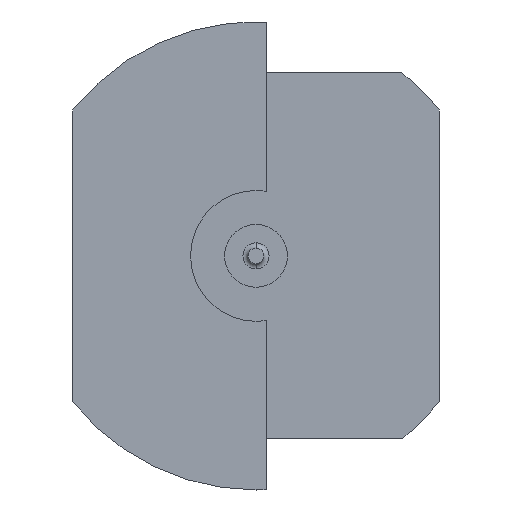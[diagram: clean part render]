
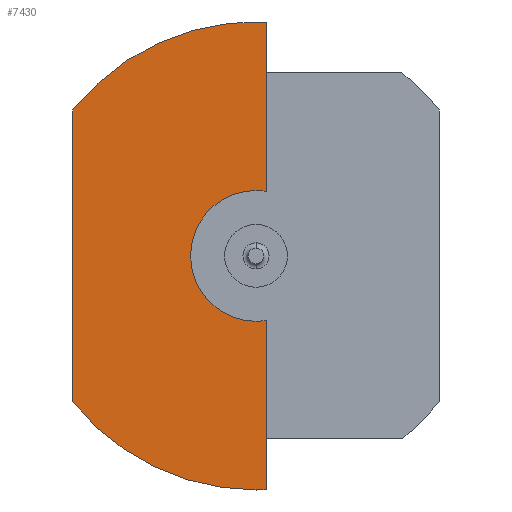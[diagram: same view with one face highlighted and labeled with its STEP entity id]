
A CAD part, left-side view. The second image highlights one B-rep face of the part: STEP entity #7430.
In plain terms, the highlighted face is planar.
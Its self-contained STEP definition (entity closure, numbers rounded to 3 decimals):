
#5 = CARTESIAN_POINT ( 'NONE',  ( 0., 0., -8. ) ) ;
#48 = VERTEX_POINT ( 'NONE', #9585 ) ;
#73 = AXIS2_PLACEMENT_3D ( 'NONE', #6337, #7196, #3981 ) ;
#742 = CARTESIAN_POINT ( 'NONE',  ( 4.475, 0., -8. ) ) ;
#774 = VERTEX_POINT ( 'NONE', #2318 ) ;
#803 = VERTEX_POINT ( 'NONE', #1683 ) ;
#861 = EDGE_CURVE ( 'NONE', #803, #2586, #3537, .T. ) ;
#1122 = CIRCLE ( 'NONE', #73, 1.25 ) ;
#1301 = DIRECTION ( 'NONE',  ( 0., 0., 1. ) ) ;
#1369 = VECTOR ( 'NONE', #8234, 1000. ) ;
#1411 = EDGE_LOOP ( 'NONE', ( #1908, #7259, #6130, #9429, #7251, #9512, #9749, #2406, #5982 ) ) ;
#1475 = EDGE_CURVE ( 'NONE', #774, #48, #1881, .T. ) ;
#1683 = CARTESIAN_POINT ( 'NONE',  ( 4.471, -0.2, -8. ) ) ;
#1698 = CARTESIAN_POINT ( 'NONE',  ( 0., 0., -8. ) ) ;
#1720 = DIRECTION ( 'NONE',  ( 0., 0., 1. ) ) ;
#1745 = DIRECTION ( 'NONE',  ( 1., 0., 0. ) ) ;
#1881 = LINE ( 'NONE', #9469, #1369 ) ;
#1908 = ORIENTED_EDGE ( 'NONE', *, *, #9019, .F. ) ;
#2147 = DIRECTION ( 'NONE',  ( 1., 0., 0. ) ) ;
#2318 = CARTESIAN_POINT ( 'NONE',  ( 2.788, 3.5, -8. ) ) ;
#2406 = ORIENTED_EDGE ( 'NONE', *, *, #6140, .F. ) ;
#2446 = DIRECTION ( 'NONE',  ( 0., 0., 1. ) ) ;
#2492 = CARTESIAN_POINT ( 'NONE',  ( 1.234, -0.2, -8. ) ) ;
#2520 = DIRECTION ( 'NONE',  ( 0., 0., -1. ) ) ;
#2586 = VERTEX_POINT ( 'NONE', #742 ) ;
#2595 = DIRECTION ( 'NONE',  ( -1., 0., 0. ) ) ;
#2663 = VERTEX_POINT ( 'NONE', #2492 ) ;
#3256 = DIRECTION ( 'NONE',  ( 0., 0., 1. ) ) ;
#3312 = CARTESIAN_POINT ( 'NONE',  ( 0., 0., -8. ) ) ;
#3378 = CARTESIAN_POINT ( 'NONE',  ( -1.234, -0.2, -8. ) ) ;
#3438 = AXIS2_PLACEMENT_3D ( 'NONE', #3312, #8987, #1745 ) ;
#3537 = CIRCLE ( 'NONE', #3438, 4.475 ) ;
#3546 = VERTEX_POINT ( 'NONE', #9581 ) ;
#3866 = CARTESIAN_POINT ( 'NONE',  ( -6.075, -0.2, -8. ) ) ;
#3981 = DIRECTION ( 'NONE',  ( -1., 0., 0. ) ) ;
#4074 = DIRECTION ( 'NONE',  ( 1., 0., 0. ) ) ;
#4540 = DIRECTION ( 'NONE',  ( -1., 0., 0. ) ) ;
#4648 = VERTEX_POINT ( 'NONE', #9987 ) ;
#4794 = EDGE_CURVE ( 'NONE', #3546, #5681, #10166, .T. ) ;
#4806 = VERTEX_POINT ( 'NONE', #7855 ) ;
#5109 = PLANE ( 'NONE',  #9817 ) ;
#5354 = VECTOR ( 'NONE', #2147, 1000. ) ;
#5672 = CARTESIAN_POINT ( 'NONE',  ( -6.075, -0.2, -8. ) ) ;
#5681 = VERTEX_POINT ( 'NONE', #3378 ) ;
#5729 = FACE_OUTER_BOUND ( 'NONE', #1411, .T. ) ;
#5789 = DIRECTION ( 'NONE',  ( -1., 0., 0. ) ) ;
#5862 = CARTESIAN_POINT ( 'NONE',  ( 0., 0., -8. ) ) ;
#5982 = ORIENTED_EDGE ( 'NONE', *, *, #861, .F. ) ;
#6130 = ORIENTED_EDGE ( 'NONE', *, *, #8888, .T. ) ;
#6140 = EDGE_CURVE ( 'NONE', #2586, #774, #9523, .T. ) ;
#6186 = CIRCLE ( 'NONE', #8789, 1.25 ) ;
#6189 = EDGE_CURVE ( 'NONE', #48, #3546, #6506, .T. ) ;
#6335 = AXIS2_PLACEMENT_3D ( 'NONE', #5, #2446, #4074 ) ;
#6337 = CARTESIAN_POINT ( 'NONE',  ( 0., 0., -8. ) ) ;
#6506 = CIRCLE ( 'NONE', #6335, 4.475 ) ;
#6563 = DIRECTION ( 'NONE',  ( 1., 0., 0. ) ) ;
#6640 = CARTESIAN_POINT ( 'NONE',  ( 0., 0.6, -8. ) ) ;
#6743 = EDGE_CURVE ( 'NONE', #4806, #5681, #10031, .T. ) ;
#7196 = DIRECTION ( 'NONE',  ( 0., 0., 1. ) ) ;
#7251 = ORIENTED_EDGE ( 'NONE', *, *, #4794, .F. ) ;
#7259 = ORIENTED_EDGE ( 'NONE', *, *, #9283, .T. ) ;
#7363 = DIRECTION ( 'NONE',  ( 1., 0., 0. ) ) ;
#7430 = ADVANCED_FACE ( 'NONE', ( #5729 ), #5109, .T. ) ;
#7707 = LINE ( 'NONE', #5672, #8464 ) ;
#7855 = CARTESIAN_POINT ( 'NONE',  ( -1.25, 0., -8. ) ) ;
#8234 = DIRECTION ( 'NONE',  ( -1., 0., 0. ) ) ;
#8464 = VECTOR ( 'NONE', #6563, 1000. ) ;
#8484 = CARTESIAN_POINT ( 'NONE',  ( 0., 0., -8. ) ) ;
#8775 = AXIS2_PLACEMENT_3D ( 'NONE', #5862, #1720, #5789 ) ;
#8789 = AXIS2_PLACEMENT_3D ( 'NONE', #8484, #1301, #4540 ) ;
#8888 = EDGE_CURVE ( 'NONE', #4648, #4806, #1122, .T. ) ;
#8905 = AXIS2_PLACEMENT_3D ( 'NONE', #1698, #3256, #7363 ) ;
#8987 = DIRECTION ( 'NONE',  ( 0., 0., 1. ) ) ;
#9019 = EDGE_CURVE ( 'NONE', #2663, #803, #7707, .T. ) ;
#9283 = EDGE_CURVE ( 'NONE', #2663, #4648, #6186, .T. ) ;
#9429 = ORIENTED_EDGE ( 'NONE', *, *, #6743, .T. ) ;
#9469 = CARTESIAN_POINT ( 'NONE',  ( 8.536, 3.5, -8. ) ) ;
#9512 = ORIENTED_EDGE ( 'NONE', *, *, #6189, .F. ) ;
#9523 = CIRCLE ( 'NONE', #8905, 4.475 ) ;
#9581 = CARTESIAN_POINT ( 'NONE',  ( -4.471, -0.2, -8. ) ) ;
#9585 = CARTESIAN_POINT ( 'NONE',  ( -2.788, 3.5, -8. ) ) ;
#9749 = ORIENTED_EDGE ( 'NONE', *, *, #1475, .F. ) ;
#9817 = AXIS2_PLACEMENT_3D ( 'NONE', #6640, #2520, #2595 ) ;
#9987 = CARTESIAN_POINT ( 'NONE',  ( 1.25, 0., -8. ) ) ;
#10031 = CIRCLE ( 'NONE', #8775, 1.25 ) ;
#10166 = LINE ( 'NONE', #3866, #5354 ) ;
